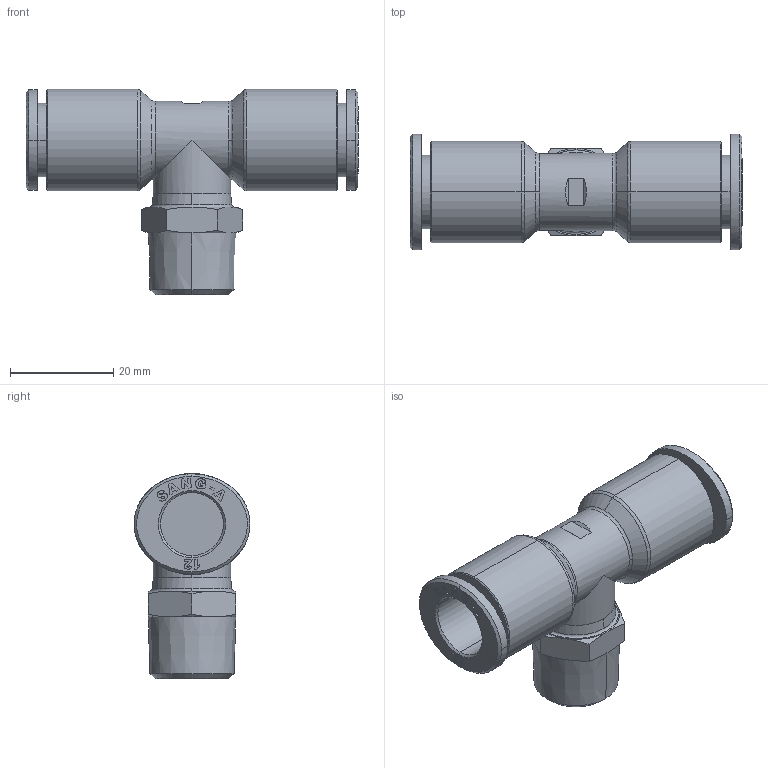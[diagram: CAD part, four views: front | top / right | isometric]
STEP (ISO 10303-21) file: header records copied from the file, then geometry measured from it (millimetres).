
FILE_DESCRIPTION (( 'STEP AP214' ), '1' );
FILE_NAME ('PT12-03.stp', '2015-09-25T14:13:34', ( '' ), ( '' ), 'SwSTEP 2.0', 'SolidWorks 2015', '' );
FILE_SCHEMA (( 'AUTOMOTIVE_DESIGN' ));
Length unit declared in the file: millimetre
Products named in the file (2): PT12-03; ｦ+ﾃｦ1
Assembly tree (1 placements, depth 2):
  PT12-03
    ｦ+ﾃｦ1
Bounding box: 64.4 x 22.5 x 39.85 mm (x, y, z)
Volume: 15502.3 mm3; surface area: 8518.6 mm2
Topology: 1 solids, 1 shells, 768 faces, 2177 edges, 1438 vertices
Faces by surface type: plane 683, cone 38, bspline 22, cylinder 19, torus 6
Entity records: 26745 total; most frequent: CARTESIAN_POINT 6199, ORIENTED_EDGE 4350, DIRECTION 3698, EDGE_CURVE 2175, LINE 1996, VECTOR 1996, VERTEX_POINT 1438, AXIS2_PLACEMENT_3D 851
